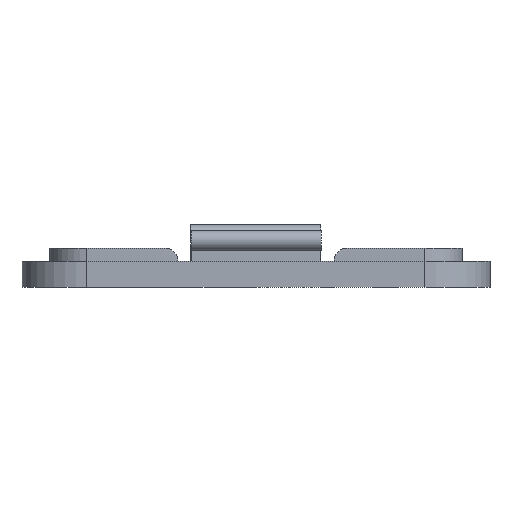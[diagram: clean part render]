
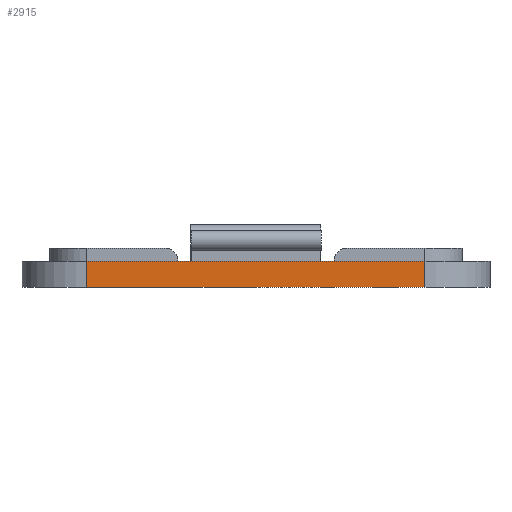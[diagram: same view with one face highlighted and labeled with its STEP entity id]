
A CAD part, left-side view. The second image highlights one B-rep face of the part: STEP entity #2915.
In plain terms, the highlighted planar face has unit normal (-1, 0, 0).
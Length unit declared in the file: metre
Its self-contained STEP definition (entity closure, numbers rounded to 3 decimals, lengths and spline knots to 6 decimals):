
#404=ORIENTED_EDGE('',*,*,#961,.T.);
#405=ORIENTED_EDGE('',*,*,#1201,.F.);
#406=ORIENTED_EDGE('',*,*,#1079,.F.);
#407=ORIENTED_EDGE('',*,*,#1207,.T.);
#961=EDGE_CURVE('',#1382,#1380,#1660,.T.);
#1079=EDGE_CURVE('',#1499,#1492,#1763,.T.);
#1201=EDGE_CURVE('',#1492,#1380,#1871,.T.);
#1207=EDGE_CURVE('',#1499,#1382,#1877,.T.);
#1380=VERTEX_POINT('',#4094);
#1382=VERTEX_POINT('',#4097);
#1492=VERTEX_POINT('',#4319);
#1499=VERTEX_POINT('',#4332);
#1660=LINE('',#4096,#2040);
#1763=LINE('',#4333,#2143);
#1871=LINE('',#4572,#2251);
#1877=LINE('',#4584,#2257);
#2040=VECTOR('',#3295,1.);
#2143=VECTOR('',#3430,1.);
#2251=VECTOR('',#3592,1.);
#2257=VECTOR('',#3610,1.);
#2445=EDGE_LOOP('',(#404,#405,#406,#407));
#2643=FACE_BOUND('',#2445,.T.);
#2785=PLANE('',#3106);
#2915=ADVANCED_FACE('',(#2643),#2785,.F.);
#3106=AXIS2_PLACEMENT_3D('',#4585,#3611,#3612);
#3295=DIRECTION('',(0.,-1.,0.));
#3430=DIRECTION('',(0.,-1.,0.));
#3592=DIRECTION('',(0.,0.,-1.));
#3610=DIRECTION('',(0.,0.,-1.));
#3611=DIRECTION('',(1.,0.,0.));
#3612=DIRECTION('',(0.,1.,0.));
#4094=CARTESIAN_POINT('',(-0.039042,-0.013,0.));
#4096=CARTESIAN_POINT('',(-0.039042,0.013,0.));
#4097=CARTESIAN_POINT('',(-0.039042,0.013,0.));
#4319=CARTESIAN_POINT('',(-0.039042,-0.013,0.002));
#4332=CARTESIAN_POINT('',(-0.039042,0.013,0.002));
#4333=CARTESIAN_POINT('',(-0.039042,0.013,0.002));
#4572=CARTESIAN_POINT('',(-0.039042,-0.013,0.002));
#4584=CARTESIAN_POINT('',(-0.039042,0.013,0.002));
#4585=CARTESIAN_POINT('',(-0.039042,0.013,0.002));
